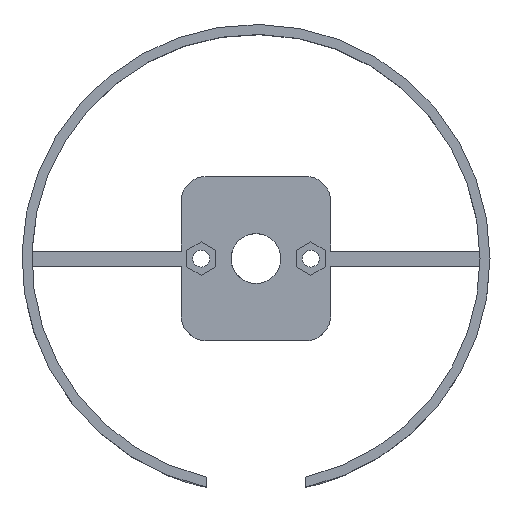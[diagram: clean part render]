
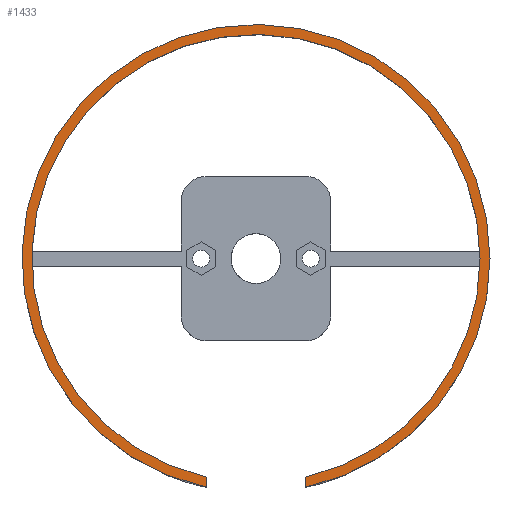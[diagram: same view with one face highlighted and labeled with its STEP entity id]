
A CAD part, top view. The second image highlights one B-rep face of the part: STEP entity #1433.
In plain terms, the highlighted planar face has unit normal (0, 0, 1).
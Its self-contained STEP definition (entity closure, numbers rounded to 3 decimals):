
#45 = CYLINDRICAL_SURFACE('',#46,47.);
#46 = AXIS2_PLACEMENT_3D('',#47,#48,#49);
#47 = CARTESIAN_POINT('',(0.,0.,-15.));
#48 = DIRECTION('',(-0.,-0.,-1.));
#49 = DIRECTION('',(1.,0.,0.));
#97 = CYLINDRICAL_SURFACE('',#98,18.);
#98 = AXIS2_PLACEMENT_3D('',#99,#100,#101);
#99 = CARTESIAN_POINT('',(0.,-16.5,0.));
#100 = DIRECTION('',(0.,1.,0.));
#101 = DIRECTION('',(1.,0.,0.));
#126 = CYLINDRICAL_SURFACE('',#127,45.);
#127 = AXIS2_PLACEMENT_3D('',#128,#129,#130);
#128 = CARTESIAN_POINT('',(0.,0.,-15.));
#129 = DIRECTION('',(-0.,-0.,-1.));
#130 = DIRECTION('',(1.,0.,0.));
#176 = CYLINDRICAL_SURFACE('',#177,18.);
#177 = AXIS2_PLACEMENT_3D('',#178,#179,#180);
#178 = CARTESIAN_POINT('',(0.,-16.5,0.));
#179 = DIRECTION('',(0.,1.,0.));
#180 = DIRECTION('',(1.,0.,0.));
#293 = VERTEX_POINT('',#294);
#294 = CARTESIAN_POINT('',(9.95,-45.935,15.));
#393 = EDGE_CURVE('',#293,#394,#396,.T.);
#394 = VERTEX_POINT('',#395);
#395 = CARTESIAN_POINT('',(47.,0.,15.));
#396 = SURFACE_CURVE('',#397,(#402,#409),.PCURVE_S1.);
#397 = CIRCLE('',#398,47.);
#398 = AXIS2_PLACEMENT_3D('',#399,#400,#401);
#399 = CARTESIAN_POINT('',(0.,0.,15.));
#400 = DIRECTION('',(0.,0.,1.));
#401 = DIRECTION('',(1.,0.,0.));
#402 = PCURVE('',#45,#403);
#403 = DEFINITIONAL_REPRESENTATION('',(#404),#408);
#404 = LINE('',#405,#406);
#405 = CARTESIAN_POINT('',(6.283,-30.));
#406 = VECTOR('',#407,1.);
#407 = DIRECTION('',(-1.,0.));
#408 = ( GEOMETRIC_REPRESENTATION_CONTEXT(2) 
PARAMETRIC_REPRESENTATION_CONTEXT() REPRESENTATION_CONTEXT('2D SPACE',''
  ) );
#409 = PCURVE('',#410,#415);
#410 = PLANE('',#411);
#411 = AXIS2_PLACEMENT_3D('',#412,#413,#414);
#412 = CARTESIAN_POINT('',(0.,0.,15.));
#413 = DIRECTION('',(0.,0.,1.));
#414 = DIRECTION('',(1.,0.,0.));
#415 = DEFINITIONAL_REPRESENTATION('',(#416),#420);
#416 = CIRCLE('',#417,47.);
#417 = AXIS2_PLACEMENT_2D('',#418,#419);
#418 = CARTESIAN_POINT('',(0.,0.));
#419 = DIRECTION('',(1.,0.));
#420 = ( GEOMETRIC_REPRESENTATION_CONTEXT(2) 
PARAMETRIC_REPRESENTATION_CONTEXT() REPRESENTATION_CONTEXT('2D SPACE',''
  ) );
#422 = EDGE_CURVE('',#394,#423,#425,.T.);
#423 = VERTEX_POINT('',#424);
#424 = CARTESIAN_POINT('',(-9.95,-45.935,15.));
#425 = SURFACE_CURVE('',#426,(#431,#438),.PCURVE_S1.);
#426 = CIRCLE('',#427,47.);
#427 = AXIS2_PLACEMENT_3D('',#428,#429,#430);
#428 = CARTESIAN_POINT('',(0.,0.,15.));
#429 = DIRECTION('',(0.,0.,1.));
#430 = DIRECTION('',(1.,0.,0.));
#431 = PCURVE('',#45,#432);
#432 = DEFINITIONAL_REPRESENTATION('',(#433),#437);
#433 = LINE('',#434,#435);
#434 = CARTESIAN_POINT('',(-0.,-30.));
#435 = VECTOR('',#436,1.);
#436 = DIRECTION('',(-1.,0.));
#437 = ( GEOMETRIC_REPRESENTATION_CONTEXT(2) 
PARAMETRIC_REPRESENTATION_CONTEXT() REPRESENTATION_CONTEXT('2D SPACE',''
  ) );
#438 = PCURVE('',#410,#439);
#439 = DEFINITIONAL_REPRESENTATION('',(#440),#444);
#440 = CIRCLE('',#441,47.);
#441 = AXIS2_PLACEMENT_2D('',#442,#443);
#442 = CARTESIAN_POINT('',(0.,0.));
#443 = DIRECTION('',(1.,0.));
#444 = ( GEOMETRIC_REPRESENTATION_CONTEXT(2) 
PARAMETRIC_REPRESENTATION_CONTEXT() REPRESENTATION_CONTEXT('2D SPACE',''
  ) );
#655 = EDGE_CURVE('',#293,#656,#658,.T.);
#656 = VERTEX_POINT('',#657);
#657 = CARTESIAN_POINT('',(9.95,-43.886,15.));
#658 = SURFACE_CURVE('',#659,(#663,#670),.PCURVE_S1.);
#659 = LINE('',#660,#661);
#660 = CARTESIAN_POINT('',(9.95,-16.5,15.));
#661 = VECTOR('',#662,1.);
#662 = DIRECTION('',(0.,1.,0.));
#663 = PCURVE('',#176,#664);
#664 = DEFINITIONAL_REPRESENTATION('',(#665),#669);
#665 = LINE('',#666,#667);
#666 = CARTESIAN_POINT('',(-7.268,0.));
#667 = VECTOR('',#668,1.);
#668 = DIRECTION('',(-0.,1.));
#669 = ( GEOMETRIC_REPRESENTATION_CONTEXT(2) 
PARAMETRIC_REPRESENTATION_CONTEXT() REPRESENTATION_CONTEXT('2D SPACE',''
  ) );
#670 = PCURVE('',#410,#671);
#671 = DEFINITIONAL_REPRESENTATION('',(#672),#676);
#672 = LINE('',#673,#674);
#673 = CARTESIAN_POINT('',(9.95,-16.5));
#674 = VECTOR('',#675,1.);
#675 = DIRECTION('',(0.,1.));
#676 = ( GEOMETRIC_REPRESENTATION_CONTEXT(2) 
PARAMETRIC_REPRESENTATION_CONTEXT() REPRESENTATION_CONTEXT('2D SPACE',''
  ) );
#891 = EDGE_CURVE('',#892,#894,#896,.T.);
#892 = VERTEX_POINT('',#893);
#893 = CARTESIAN_POINT('',(45.,0.,15.));
#894 = VERTEX_POINT('',#895);
#895 = CARTESIAN_POINT('',(-9.95,-43.886,15.));
#896 = SURFACE_CURVE('',#897,(#902,#909),.PCURVE_S1.);
#897 = CIRCLE('',#898,45.);
#898 = AXIS2_PLACEMENT_3D('',#899,#900,#901);
#899 = CARTESIAN_POINT('',(0.,0.,15.));
#900 = DIRECTION('',(0.,0.,1.));
#901 = DIRECTION('',(1.,0.,0.));
#902 = PCURVE('',#126,#903);
#903 = DEFINITIONAL_REPRESENTATION('',(#904),#908);
#904 = LINE('',#905,#906);
#905 = CARTESIAN_POINT('',(-0.,-30.));
#906 = VECTOR('',#907,1.);
#907 = DIRECTION('',(-1.,0.));
#908 = ( GEOMETRIC_REPRESENTATION_CONTEXT(2) 
PARAMETRIC_REPRESENTATION_CONTEXT() REPRESENTATION_CONTEXT('2D SPACE',''
  ) );
#909 = PCURVE('',#410,#910);
#910 = DEFINITIONAL_REPRESENTATION('',(#911),#915);
#911 = CIRCLE('',#912,45.);
#912 = AXIS2_PLACEMENT_2D('',#913,#914);
#913 = CARTESIAN_POINT('',(0.,0.));
#914 = DIRECTION('',(1.,0.));
#915 = ( GEOMETRIC_REPRESENTATION_CONTEXT(2) 
PARAMETRIC_REPRESENTATION_CONTEXT() REPRESENTATION_CONTEXT('2D SPACE',''
  ) );
#1086 = EDGE_CURVE('',#656,#892,#1087,.T.);
#1087 = SURFACE_CURVE('',#1088,(#1093,#1100),.PCURVE_S1.);
#1088 = CIRCLE('',#1089,45.);
#1089 = AXIS2_PLACEMENT_3D('',#1090,#1091,#1092);
#1090 = CARTESIAN_POINT('',(0.,0.,15.));
#1091 = DIRECTION('',(0.,0.,1.));
#1092 = DIRECTION('',(1.,0.,0.));
#1093 = PCURVE('',#126,#1094);
#1094 = DEFINITIONAL_REPRESENTATION('',(#1095),#1099);
#1095 = LINE('',#1096,#1097);
#1096 = CARTESIAN_POINT('',(6.283,-30.));
#1097 = VECTOR('',#1098,1.);
#1098 = DIRECTION('',(-1.,0.));
#1099 = ( GEOMETRIC_REPRESENTATION_CONTEXT(2) 
PARAMETRIC_REPRESENTATION_CONTEXT() REPRESENTATION_CONTEXT('2D SPACE',''
  ) );
#1100 = PCURVE('',#410,#1101);
#1101 = DEFINITIONAL_REPRESENTATION('',(#1102),#1106);
#1102 = CIRCLE('',#1103,45.);
#1103 = AXIS2_PLACEMENT_2D('',#1104,#1105);
#1104 = CARTESIAN_POINT('',(0.,0.));
#1105 = DIRECTION('',(1.,0.));
#1106 = ( GEOMETRIC_REPRESENTATION_CONTEXT(2) 
PARAMETRIC_REPRESENTATION_CONTEXT() REPRESENTATION_CONTEXT('2D SPACE',''
  ) );
#1410 = EDGE_CURVE('',#423,#894,#1411,.T.);
#1411 = SURFACE_CURVE('',#1412,(#1416,#1423),.PCURVE_S1.);
#1412 = LINE('',#1413,#1414);
#1413 = CARTESIAN_POINT('',(-9.95,-16.5,15.));
#1414 = VECTOR('',#1415,1.);
#1415 = DIRECTION('',(0.,1.,0.));
#1416 = PCURVE('',#97,#1417);
#1417 = DEFINITIONAL_REPRESENTATION('',(#1418),#1422);
#1418 = LINE('',#1419,#1420);
#1419 = CARTESIAN_POINT('',(-2.156,0.));
#1420 = VECTOR('',#1421,1.);
#1421 = DIRECTION('',(-0.,1.));
#1422 = ( GEOMETRIC_REPRESENTATION_CONTEXT(2) 
PARAMETRIC_REPRESENTATION_CONTEXT() REPRESENTATION_CONTEXT('2D SPACE',''
  ) );
#1423 = PCURVE('',#410,#1424);
#1424 = DEFINITIONAL_REPRESENTATION('',(#1425),#1429);
#1425 = LINE('',#1426,#1427);
#1426 = CARTESIAN_POINT('',(-9.95,-16.5));
#1427 = VECTOR('',#1428,1.);
#1428 = DIRECTION('',(0.,1.));
#1429 = ( GEOMETRIC_REPRESENTATION_CONTEXT(2) 
PARAMETRIC_REPRESENTATION_CONTEXT() REPRESENTATION_CONTEXT('2D SPACE',''
  ) );
#1433 = ADVANCED_FACE('',(#1434),#410,.T.);
#1434 = FACE_BOUND('',#1435,.T.);
#1435 = EDGE_LOOP('',(#1436,#1437,#1438,#1439,#1440,#1441));
#1436 = ORIENTED_EDGE('',*,*,#393,.T.);
#1437 = ORIENTED_EDGE('',*,*,#422,.T.);
#1438 = ORIENTED_EDGE('',*,*,#1410,.T.);
#1439 = ORIENTED_EDGE('',*,*,#891,.F.);
#1440 = ORIENTED_EDGE('',*,*,#1086,.F.);
#1441 = ORIENTED_EDGE('',*,*,#655,.F.);
